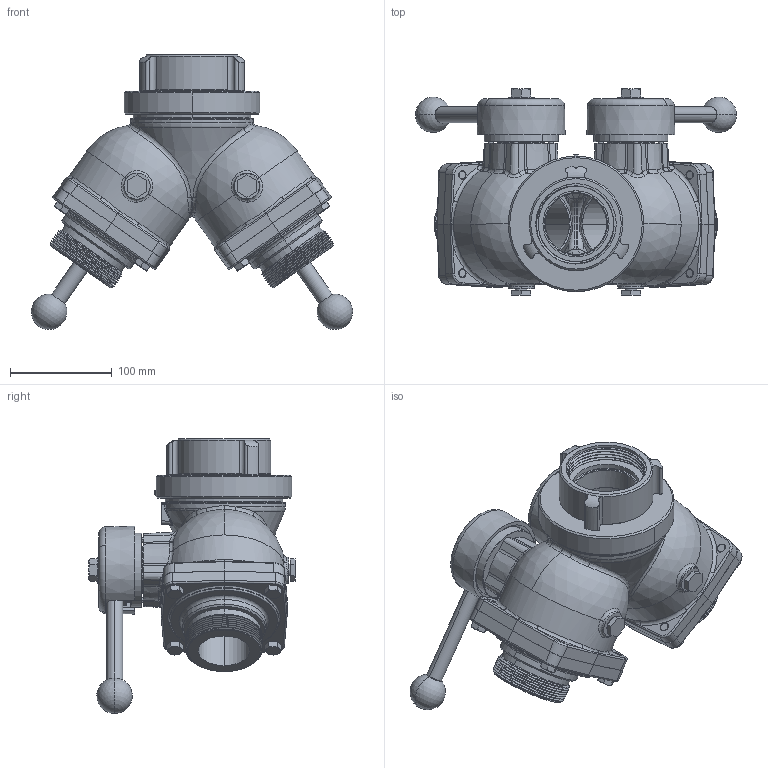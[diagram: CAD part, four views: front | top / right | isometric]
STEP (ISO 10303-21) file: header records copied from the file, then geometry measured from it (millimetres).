
FILE_DESCRIPTION((''),'2;1');
FILE_NAME('STANDARD_1582_SW0001','2015-04-13T',('cleon'),(''),'PRO/ENGINEER BY PARAMETRIC TECHNOLOGY CORPORATION, 2011310','PRO/ENGINEER BY PARAMETRIC TECHNOLOGY CORPORATION, 2011310','');
FILE_SCHEMA(('CONFIG_CONTROL_DESIGN'));
Products named in the file (1): STANDARD_1582_SW0001
Bounding box: 315.84 x 202.86 x 270.38 mm (x, y, z)
Surface area: 592685.5 mm2 (no closed solid volume)
Topology: 0 solids, 227 shells, 1797 faces, 10633 edges, 9030 vertices
Faces by surface type: plane 740, cylinder 432, cone 230, bspline 228, torus 143, sphere 24
Entity records: 130408 total; most frequent: CARTESIAN_POINT 52622, ORIENTED_EDGE 14325, DIRECTION 14259, EDGE_CURVE 10615, VERTEX_POINT 9030, VECTOR 7927, LINE 7927, AXIS2_PLACEMENT_3D 3166
